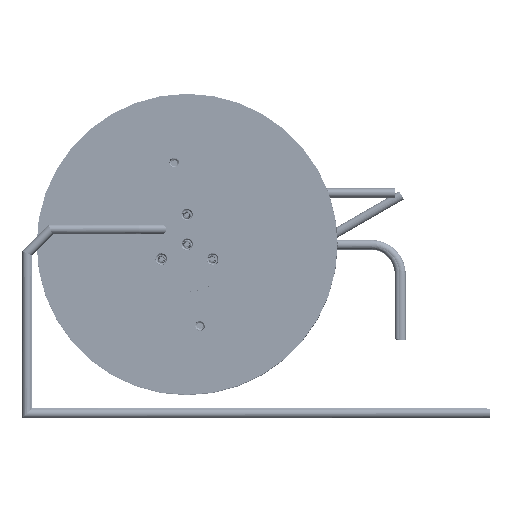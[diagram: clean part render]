
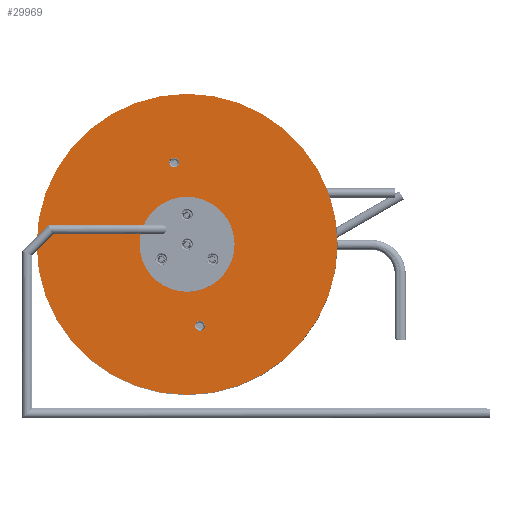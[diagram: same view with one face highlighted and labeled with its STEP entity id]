
A CAD part, top view. The second image highlights one B-rep face of the part: STEP entity #29969.
In plain terms, the highlighted planar face has unit normal (0, 0, 1).
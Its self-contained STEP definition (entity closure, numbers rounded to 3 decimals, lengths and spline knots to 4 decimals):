
#6887=ORIENTED_EDGE('',*,*,#11499,.F.);
#6888=ORIENTED_EDGE('',*,*,#11574,.F.);
#6889=ORIENTED_EDGE('',*,*,#11575,.F.);
#6890=ORIENTED_EDGE('',*,*,#11378,.T.);
#11378=EDGE_CURVE('',#14541,#14541,#17348,.T.);
#11499=EDGE_CURVE('',#14642,#14642,#17404,.T.);
#11574=EDGE_CURVE('',#14711,#14711,#17465,.T.);
#11575=EDGE_CURVE('',#14712,#14712,#17466,.T.);
#14541=VERTEX_POINT('',#51086);
#14642=VERTEX_POINT('',#51396);
#14711=VERTEX_POINT('',#51604);
#14712=VERTEX_POINT('',#51606);
#17348=CIRCLE('',#33683,0.9749);
#17404=CIRCLE('',#33812,0.3078);
#17465=CIRCLE('',#33937,0.0316);
#17466=CIRCLE('',#33938,0.0316);
#21570=EDGE_LOOP('',(#6887));
#21571=EDGE_LOOP('',(#6888));
#21572=EDGE_LOOP('',(#6889));
#21573=EDGE_LOOP('',(#6890));
#26698=FACE_BOUND('',#21570,.T.);
#26699=FACE_BOUND('',#21571,.T.);
#26700=FACE_BOUND('',#21572,.T.);
#26701=FACE_BOUND('',#21573,.T.);
#28506=PLANE('',#33936);
#29969=ADVANCED_FACE('',(#26698,#26699,#26700,#26701),#28506,.T.);
#33683=AXIS2_PLACEMENT_3D('',#51085,#41072,#41073);
#33812=AXIS2_PLACEMENT_3D('',#51395,#41372,#41373);
#33936=AXIS2_PLACEMENT_3D('',#51602,#41634,#41635);
#33937=AXIS2_PLACEMENT_3D('',#51603,#41636,#41637);
#33938=AXIS2_PLACEMENT_3D('',#51605,#41638,#41639);
#41072=DIRECTION('',(0.,0.,1.));
#41073=DIRECTION('',(1.,0.,0.));
#41372=DIRECTION('',(0.,0.,1.));
#41373=DIRECTION('',(1.,0.,0.));
#41634=DIRECTION('',(0.,0.,1.));
#41635=DIRECTION('',(1.,0.,0.));
#41636=DIRECTION('',(0.,0.,1.));
#41637=DIRECTION('',(1.,0.,0.));
#41638=DIRECTION('',(0.,0.,1.));
#41639=DIRECTION('',(1.,0.,0.));
#51085=CARTESIAN_POINT('',(0.,0.,1.3997));
#51086=CARTESIAN_POINT('',(0.9749,0.,1.3997));
#51395=CARTESIAN_POINT('',(0.,0.,1.3997));
#51396=CARTESIAN_POINT('',(0.3078,0.,1.3997));
#51602=CARTESIAN_POINT('',(0.,0.,1.3997));
#51603=CARTESIAN_POINT('',(0.0833,-0.5291,1.3997));
#51604=CARTESIAN_POINT('',(0.1149,-0.5291,1.3997));
#51605=CARTESIAN_POINT('',(-0.0833,0.5291,1.3997));
#51606=CARTESIAN_POINT('',(-0.0518,0.5291,1.3997));
